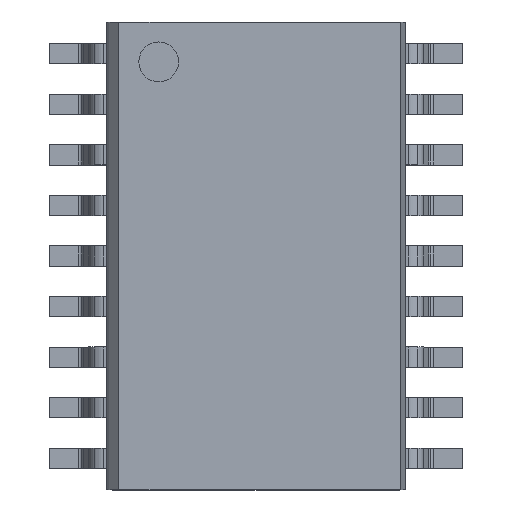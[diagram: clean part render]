
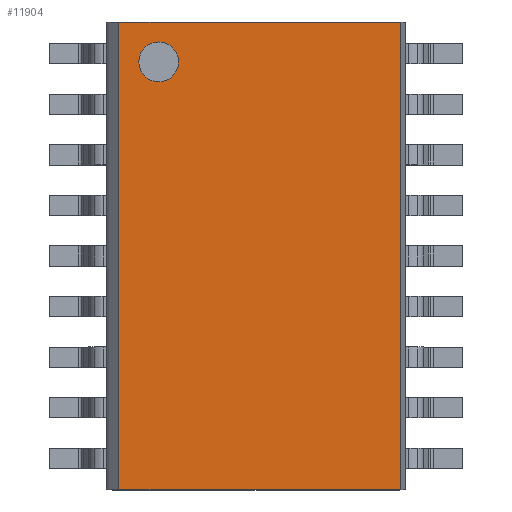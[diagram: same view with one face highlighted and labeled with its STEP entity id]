
A CAD part, top view. The second image highlights one B-rep face of the part: STEP entity #11904.
In plain terms, the highlighted planar face has unit normal (0, 0, 1).
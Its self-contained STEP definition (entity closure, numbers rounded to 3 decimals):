
#11725=CARTESIAN_POINT('',(-1.943,4.875,1.68));
#11726=VERTEX_POINT('',#11725);
#11735=CARTESIAN_POINT('',(-2.943,4.875,1.68));
#11736=VERTEX_POINT('',#11735);
#11737=CARTESIAN_POINT('',(-2.443,4.875,1.68));
#11738=DIRECTION('',(0.0,0.0,-1.0));
#11739=DIRECTION('',(1.0,0.0,0.0));
#11740=AXIS2_PLACEMENT_3D('',#11737,#11738,#11739);
#11741=CIRCLE('',#11740,0.5);
#11742=EDGE_CURVE('',#11736,#11726,#11741,.T.);
#11838=CARTESIAN_POINT('',(3.637,-5.875,1.68));
#11839=VERTEX_POINT('',#11838);
#11847=CARTESIAN_POINT('',(3.637,5.875,1.68));
#11848=VERTEX_POINT('',#11847);
#11855=CARTESIAN_POINT('',(3.637,5.875,1.68));
#11856=DIRECTION('',(0.0,-1.0,0.0));
#11857=VECTOR('',#11856,11.75);
#11858=LINE('',#11855,#11857);
#11859=EDGE_CURVE('',#11848,#11839,#11858,.T.);
#11864=CARTESIAN_POINT('',(-3.443,7.8,1.68));
#11865=DIRECTION('',(0.0,0.0,1.0));
#11866=DIRECTION('',(1.0,0.0,0.0));
#11867=AXIS2_PLACEMENT_3D('',#11864,#11865,#11866);
#11868=PLANE('',#11867);
#11869=CARTESIAN_POINT('',(-3.443,-5.875,1.68));
#11870=VERTEX_POINT('',#11869);
#11871=CARTESIAN_POINT('',(-3.443,-5.875,1.68));
#11872=DIRECTION('',(1.0,0.0,0.0));
#11873=VECTOR('',#11872,7.08);
#11874=LINE('',#11871,#11873);
#11875=EDGE_CURVE('',#11870,#11839,#11874,.T.);
#11876=ORIENTED_EDGE('',*,*,#11875,.T.);
#11877=ORIENTED_EDGE('',*,*,#11859,.F.);
#11878=CARTESIAN_POINT('',(-3.443,5.875,1.68));
#11879=VERTEX_POINT('',#11878);
#11880=CARTESIAN_POINT('',(-3.443,5.875,1.68));
#11881=DIRECTION('',(1.0,0.0,0.0));
#11882=VECTOR('',#11881,7.08);
#11883=LINE('',#11880,#11882);
#11884=EDGE_CURVE('',#11879,#11848,#11883,.T.);
#11885=ORIENTED_EDGE('',*,*,#11884,.F.);
#11886=CARTESIAN_POINT('',(-3.443,5.875,1.68));
#11887=DIRECTION('',(0.0,-1.0,0.0));
#11888=VECTOR('',#11887,11.75);
#11889=LINE('',#11886,#11888);
#11890=EDGE_CURVE('',#11879,#11870,#11889,.T.);
#11891=ORIENTED_EDGE('',*,*,#11890,.T.);
#11892=EDGE_LOOP('',(#11876,#11877,#11885,#11891));
#11893=FACE_OUTER_BOUND('',#11892,.T.);
#11894=CARTESIAN_POINT('',(-2.443,4.875,1.68));
#11895=DIRECTION('',(0.0,0.0,-1.0));
#11896=DIRECTION('',(1.0,0.0,0.0));
#11897=AXIS2_PLACEMENT_3D('',#11894,#11895,#11896);
#11898=CIRCLE('',#11897,0.5);
#11899=EDGE_CURVE('',#11726,#11736,#11898,.T.);
#11900=ORIENTED_EDGE('',*,*,#11899,.T.);
#11901=ORIENTED_EDGE('',*,*,#11742,.T.);
#11902=EDGE_LOOP('',(#11900,#11901));
#11903=FACE_BOUND('',#11902,.T.);
#11904=ADVANCED_FACE('',(#11893,#11903),#11868,.T.);
